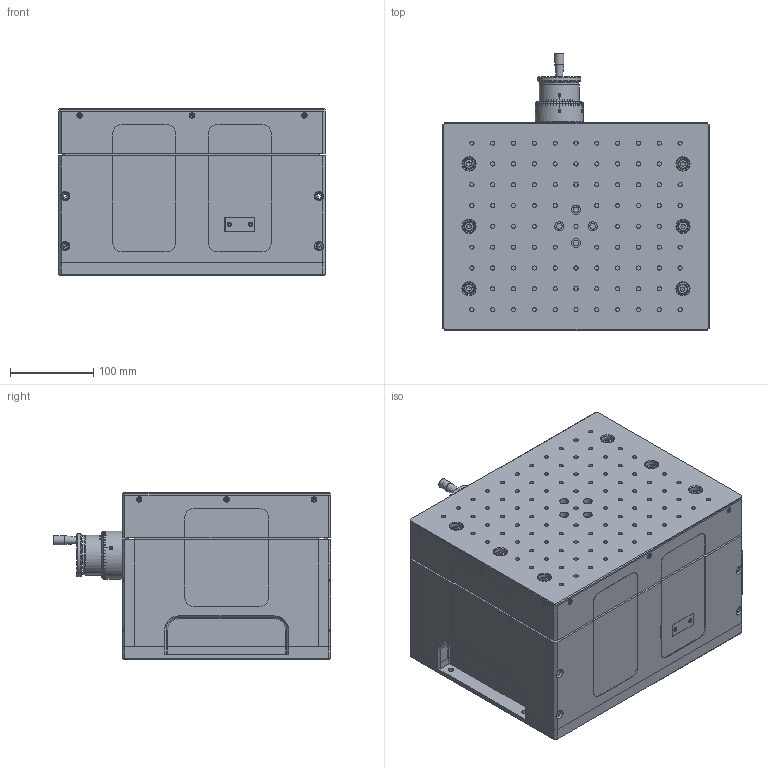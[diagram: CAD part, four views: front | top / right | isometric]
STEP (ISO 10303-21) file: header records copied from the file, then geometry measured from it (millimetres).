
FILE_DESCRIPTION (( 'STEP AP214' ), '1' );
FILE_NAME ('忒雄笭婥汔蔥怢SSJE250H75D.STEP', '2021-07-12T09:45:07', ( '' ), ( '' ), 'SwSTEP 2.0', 'SolidWorks 2018', '' );
FILE_SCHEMA (( 'AUTOMOTIVE_DESIGN' ));
Length unit declared in the file: millimetre
Products named in the file (1): 忒雄笭婥汔蔥怢SSJE250H75D
Bounding box: 320 x 333 x 200 mm (x, y, z)
Surface area: 493129.7 mm2 (no closed solid volume)
Topology: 0 solids, 95 shells, 948 faces, 3900 edges, 2909 vertices
Faces by surface type: plane 543, cylinder 227, bspline 85, cone 50, torus 43
Full cylindrical faces by diameter (mm): 2.8 x2, 5 x90, 5.2 x12, 6.5 x4, 8 x2, 11 x27, 13 x1, 15 x18, 47 x1, 48 x1, 50 x1, 52 x1, 58 x1
Entity records: 54605 total; most frequent: CARTESIAN_POINT 14880, DIRECTION 5443, ORIENTED_EDGE 5156, EDGE_CURVE 3602, VERTEX_POINT 2869, LINE 2051, VECTOR 2051, AXIS2_PLACEMENT_3D 1696
